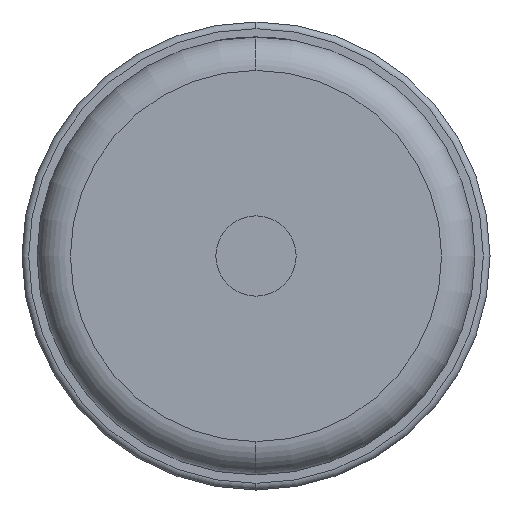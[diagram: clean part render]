
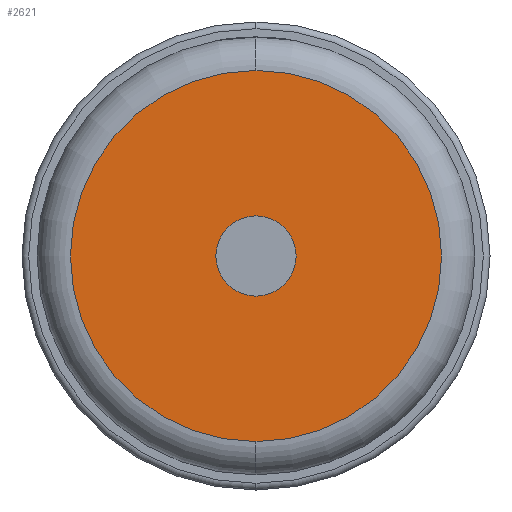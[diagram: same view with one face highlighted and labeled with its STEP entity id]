
A CAD part, left-side view. The second image highlights one B-rep face of the part: STEP entity #2621.
In plain terms, the highlighted planar face has unit normal (-1, 0, 0).
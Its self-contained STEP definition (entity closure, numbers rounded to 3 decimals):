
#96 = EDGE_CURVE ( 'NONE', #3250, #642, #4903, .T. ) ;
#131 = EDGE_LOOP ( 'NONE', ( #4057, #4570 ) ) ;
#317 = AXIS2_PLACEMENT_3D ( 'NONE', #3733, #4476, #456 ) ;
#380 = AXIS2_PLACEMENT_3D ( 'NONE', #2450, #3280, #2828 ) ;
#382 = DIRECTION ( 'NONE',  ( 0., 0., -1. ) ) ;
#424 = CARTESIAN_POINT ( 'NONE',  ( 0., 0., 0. ) ) ;
#456 = DIRECTION ( 'NONE',  ( 0., 0., -1. ) ) ;
#642 = VERTEX_POINT ( 'NONE', #4751 ) ;
#941 = VERTEX_POINT ( 'NONE', #5018 ) ;
#1472 = CARTESIAN_POINT ( 'NONE',  ( 0., 0., 0. ) ) ;
#1890 = AXIS2_PLACEMENT_3D ( 'NONE', #1472, #3843, #5012 ) ;
#1923 = VERTEX_POINT ( 'NONE', #2347 ) ;
#2045 = CARTESIAN_POINT ( 'NONE',  ( 0., 0., 6. ) ) ;
#2206 = CIRCLE ( 'NONE', #1890, 27.75 ) ;
#2334 = DIRECTION ( 'NONE',  ( -1., 0., 0. ) ) ;
#2347 = CARTESIAN_POINT ( 'NONE',  ( 0., 0., 27.75 ) ) ;
#2401 = DIRECTION ( 'NONE',  ( -1., 0., 0. ) ) ;
#2434 = PLANE ( 'NONE',  #380 ) ;
#2450 = CARTESIAN_POINT ( 'NONE',  ( 0., 0., 0. ) ) ;
#2500 = EDGE_CURVE ( 'NONE', #642, #3250, #2899, .T. ) ;
#2621 = ADVANCED_FACE ( 'NONE', ( #4689, #3639 ), #2434, .F. ) ;
#2828 = DIRECTION ( 'NONE',  ( 0., 0., -1. ) ) ;
#2899 = CIRCLE ( 'NONE', #5076, 6. ) ;
#2912 = EDGE_CURVE ( 'NONE', #1923, #941, #2206, .T. ) ;
#3190 = DIRECTION ( 'NONE',  ( 0., 0., -1. ) ) ;
#3250 = VERTEX_POINT ( 'NONE', #2045 ) ;
#3271 = EDGE_LOOP ( 'NONE', ( #4626, #4039 ) ) ;
#3280 = DIRECTION ( 'NONE',  ( 1., 0., 0. ) ) ;
#3639 = FACE_BOUND ( 'NONE', #3271, .T. ) ;
#3733 = CARTESIAN_POINT ( 'NONE',  ( 0., 0., 0. ) ) ;
#3843 = DIRECTION ( 'NONE',  ( -1., 0., 0. ) ) ;
#3866 = CIRCLE ( 'NONE', #317, 27.75 ) ;
#4039 = ORIENTED_EDGE ( 'NONE', *, *, #96, .F. ) ;
#4057 = ORIENTED_EDGE ( 'NONE', *, *, #4229, .T. ) ;
#4229 = EDGE_CURVE ( 'NONE', #941, #1923, #3866, .T. ) ;
#4300 = CARTESIAN_POINT ( 'NONE',  ( 0., 0., 0. ) ) ;
#4356 = AXIS2_PLACEMENT_3D ( 'NONE', #424, #2334, #3190 ) ;
#4476 = DIRECTION ( 'NONE',  ( -1., 0., 0. ) ) ;
#4570 = ORIENTED_EDGE ( 'NONE', *, *, #2912, .T. ) ;
#4626 = ORIENTED_EDGE ( 'NONE', *, *, #2500, .F. ) ;
#4689 = FACE_OUTER_BOUND ( 'NONE', #131, .T. ) ;
#4751 = CARTESIAN_POINT ( 'NONE',  ( 0., 0., -6. ) ) ;
#4903 = CIRCLE ( 'NONE', #4356, 6. ) ;
#5012 = DIRECTION ( 'NONE',  ( 0., 0., -1. ) ) ;
#5018 = CARTESIAN_POINT ( 'NONE',  ( 0., 0., -27.75 ) ) ;
#5076 = AXIS2_PLACEMENT_3D ( 'NONE', #4300, #2401, #382 ) ;
